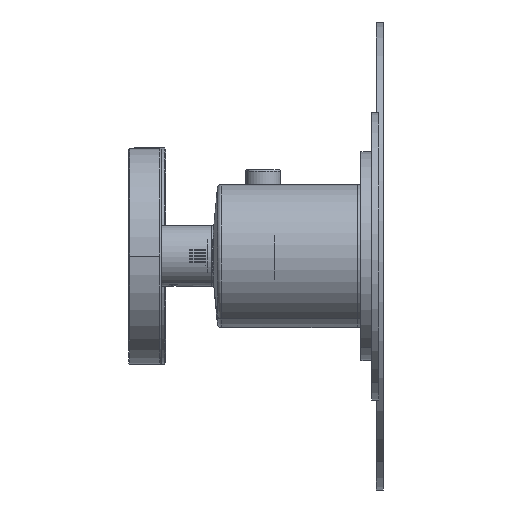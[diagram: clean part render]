
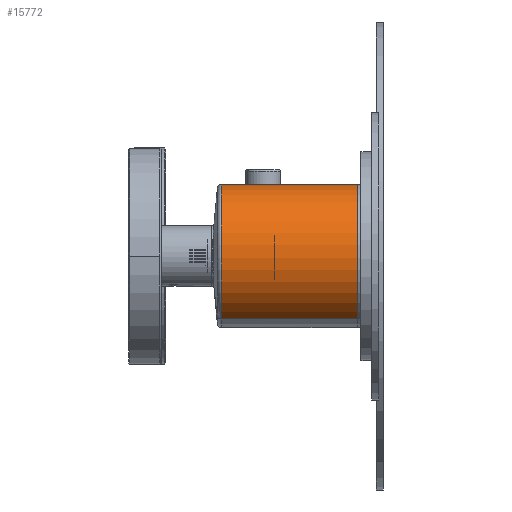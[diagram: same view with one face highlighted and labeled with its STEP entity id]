
A CAD part, left-side view. The second image highlights one B-rep face of the part: STEP entity #15772.
In plain terms, the highlighted cylindrical face has radius 19.85 mm (diameter 39.7 mm), a partial arc.
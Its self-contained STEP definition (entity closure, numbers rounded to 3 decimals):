
#15733=CARTESIAN_POINT('Axis2P3D Location',(-385.,22.25,-0.035)) ;
#15738=CARTESIAN_POINT('Line Origine',(-394.517,21.604,-17.455)) ;
#15742=CARTESIAN_POINT('Vertex',(-394.517,40.093,-17.455)) ;
#15744=CARTESIAN_POINT('Vertex',(-394.517,2.25,-17.455)) ;
#15747=CARTESIAN_POINT('Axis2P3D Location',(-385.,2.25,-0.035)) ;
#15751=CARTESIAN_POINT('Vertex',(-375.483,2.25,17.385)) ;
#15754=CARTESIAN_POINT('Line Origine',(-375.483,21.604,17.385)) ;
#15758=CARTESIAN_POINT('Vertex',(-375.483,40.093,17.385)) ;
#15761=CARTESIAN_POINT('Axis2P3D Location',(-385.,40.093,-0.035)) ;
#15740=VECTOR('Line Direction',#15739,1.) ;
#15756=VECTOR('Line Direction',#15755,1.) ;
#15734=DIRECTION('Axis2P3D Direction',(-0.,1.,0.)) ;
#15735=DIRECTION('Axis2P3D XDirection',(0.479,0.,0.878)) ;
#15739=DIRECTION('Vector Direction',(0.,1.,0.)) ;
#15748=DIRECTION('Axis2P3D Direction',(-0.,1.,0.)) ;
#15755=DIRECTION('Vector Direction',(0.,1.,0.)) ;
#15762=DIRECTION('Axis2P3D Direction',(-0.,1.,0.)) ;
#15736=AXIS2_PLACEMENT_3D('Cylinder Axis2P3D',#15733,#15734,#15735) ;
#15749=AXIS2_PLACEMENT_3D('Circle Axis2P3D',#15747,#15748,$) ;
#15763=AXIS2_PLACEMENT_3D('Circle Axis2P3D',#15761,#15762,$) ;
#15741=LINE('Line',#15738,#15740) ;
#15757=LINE('Line',#15754,#15756) ;
#15750=CIRCLE('generated circle',#15749,19.85) ;
#15764=CIRCLE('generated circle',#15763,19.85) ;
#15737=CYLINDRICAL_SURFACE('generated cylinder',#15736,19.85) ;
#15746=EDGE_CURVE('',#15743,#15745,#15741,.F.) ;
#15753=EDGE_CURVE('',#15745,#15752,#15750,.T.) ;
#15760=EDGE_CURVE('',#15759,#15752,#15757,.F.) ;
#15765=EDGE_CURVE('',#15743,#15759,#15764,.T.) ;
#15767=ORIENTED_EDGE('',*,*,#15746,.T.) ;
#15768=ORIENTED_EDGE('',*,*,#15753,.T.) ;
#15769=ORIENTED_EDGE('',*,*,#15760,.F.) ;
#15770=ORIENTED_EDGE('',*,*,#15765,.F.) ;
#15766=EDGE_LOOP('',(#15767,#15768,#15769,#15770)) ;
#15743=VERTEX_POINT('',#15742) ;
#15745=VERTEX_POINT('',#15744) ;
#15752=VERTEX_POINT('',#15751) ;
#15759=VERTEX_POINT('',#15758) ;
#15772=ADVANCED_FACE('Product1_AllCATPart.1\\Devia GS.3\\PCM.38.t1.1\\PartBody',(#15771),#15737,.T.) ;
#15771=FACE_OUTER_BOUND('',#15766,.T.) ;
